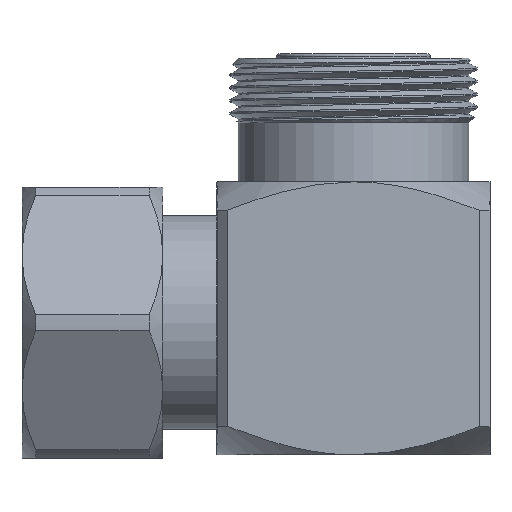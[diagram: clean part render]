
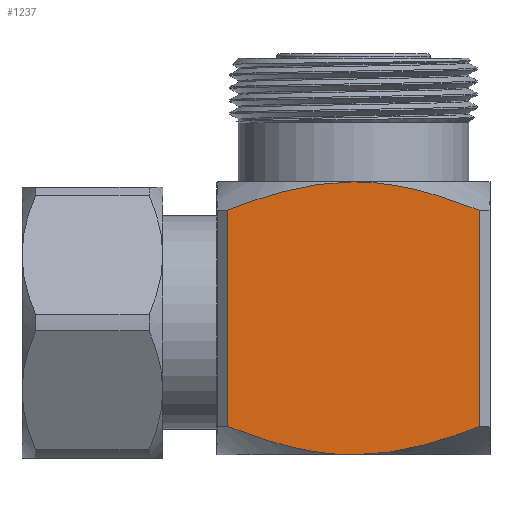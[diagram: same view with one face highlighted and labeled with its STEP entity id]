
A CAD part, front view. The second image highlights one B-rep face of the part: STEP entity #1237.
In plain terms, the highlighted planar face has unit normal (0, -1, 0).
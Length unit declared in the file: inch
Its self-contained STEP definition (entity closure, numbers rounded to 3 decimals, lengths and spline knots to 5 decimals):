
#62 = CARTESIAN_POINT ( 'NONE',  ( -0.58, -0.63, -1.67965 ) ) ;
#165 = CARTESIAN_POINT ( 'NONE',  ( -0.53355, -0.63, -1.71781 ) ) ;
#287 = VECTOR ( 'NONE', #4380, 39.37008 ) ;
#601 = CARTESIAN_POINT ( 'NONE',  ( -0.48656, -0.63, -0.66562 ) ) ;
#626 = EDGE_CURVE ( 'NONE', #1243, #3353, #632, .T. ) ;
#632 = B_SPLINE_CURVE_WITH_KNOTS ( 'NONE', 3,
 ( #789, #6205, #5111, #2406, #2960, #6723, #4054, #4601, #3532, #897 ),
 .UNSPECIFIED., .F., .F.,
 ( 4, 2, 2, 2, 4 ),
 ( 0.04291, 0.04671, 0.0505, 0.05429, 0.05809 ),
 .UNSPECIFIED. ) ;
#702 = CARTESIAN_POINT ( 'NONE',  ( -0.19894, -0.63, -1.81362 ) ) ;
#752 = EDGE_CURVE ( 'NONE', #3387, #1490, #2222, .T. ) ;
#789 = CARTESIAN_POINT ( 'NONE',  ( 0.58, -0.63, -1.69964 ) ) ;
#861 = ORIENTED_EDGE ( 'NONE', *, *, #5132, .F. ) ;
#897 = CARTESIAN_POINT ( 'NONE',  ( 0., -0.63, -1.83031 ) ) ;
#992 = EDGE_CURVE ( 'NONE', #3387, #4617, #2529, .T. ) ;
#1118 = CARTESIAN_POINT ( 'NONE',  ( -0.24765, -0.63, -0.5966 ) ) ;
#1237 = ADVANCED_FACE ( 'NONE', ( #4060 ), #5783, .F. ) ;
#1243 = VERTEX_POINT ( 'NONE', #1415 ) ;
#1415 = CARTESIAN_POINT ( 'NONE',  ( 0.58, -0.63, -1.69964 ) ) ;
#1490 = VERTEX_POINT ( 'NONE', #4351 ) ;
#1780 = CARTESIAN_POINT ( 'NONE',  ( -0.24767, -0.63, -1.80403 ) ) ;
#1834 = LINE ( 'NONE', #2788, #5152 ) ;
#2064 = CARTESIAN_POINT ( 'NONE',  ( 0., -0.63, -1.83031 ) ) ;
#2222 = B_SPLINE_CURVE_WITH_KNOTS ( 'NONE', 3,
 ( #4901, #3818, #601, #4370, #6010, #1118, #6519, #3842, #4280, #3857, #3926, #6631 ),
 .UNSPECIFIED., .F., .F.,
 ( 4, 2, 2, 2, 2, 4 ),
 ( 0.0191, 0.0229, 0.02669, 0.03049, 0.03238, 0.03428 ),
 .UNSPECIFIED. ) ;
#2322 = CARTESIAN_POINT ( 'NONE',  ( -0.34411, -0.63, -1.78036 ) ) ;
#2406 = CARTESIAN_POINT ( 'NONE',  ( 0.391, -0.63, -1.76655 ) ) ;
#2478 = CARTESIAN_POINT ( 'NONE',  ( 0.24661, -0.63, -0.59637 ) ) ;
#2529 = LINE ( 'NONE', #62, #287 ) ;
#2788 = CARTESIAN_POINT ( 'NONE',  ( 0.58, -0.63, -0.57031 ) ) ;
#2806 = CARTESIAN_POINT ( 'NONE',  ( -0.0498, -0.63, -1.82946 ) ) ;
#2833 = CARTESIAN_POINT ( 'NONE',  ( -0.09994, -0.63, -1.82605 ) ) ;
#2960 = CARTESIAN_POINT ( 'NONE',  ( 0.34308, -0.63, -1.78065 ) ) ;
#3068 = CARTESIAN_POINT ( 'NONE',  ( 0.48638, -0.63, -0.66554 ) ) ;
#3113 = CARTESIAN_POINT ( 'NONE',  ( 0.39107, -0.63, -0.6341 ) ) ;
#3321 = CARTESIAN_POINT ( 'NONE',  ( -0.58, -0.63, -1.69964 ) ) ;
#3347 = DIRECTION ( 'NONE',  ( 0., 0., 1. ) ) ;
#3353 = VERTEX_POINT ( 'NONE', #2064 ) ;
#3387 = VERTEX_POINT ( 'NONE', #3705 ) ;
#3388 = CARTESIAN_POINT ( 'NONE',  ( -0.48654, -0.63, -1.73502 ) ) ;
#3532 = CARTESIAN_POINT ( 'NONE',  ( 0.05012, -0.63, -1.83031 ) ) ;
#3567 = CARTESIAN_POINT ( 'NONE',  ( 0.53347, -0.63, -0.68279 ) ) ;
#3592 = EDGE_LOOP ( 'NONE', ( #5155, #3831, #861, #5503, #4776, #6473 ) ) ;
#3599 = CARTESIAN_POINT ( 'NONE',  ( 0., -0.63, -0.57031 ) ) ;
#3601 = CARTESIAN_POINT ( 'NONE',  ( 0.63, -0.63, -0.57031 ) ) ;
#3665 = EDGE_CURVE ( 'NONE', #1243, #4919, #1834, .T. ) ;
#3705 = CARTESIAN_POINT ( 'NONE',  ( -0.58, -0.63, -0.70099 ) ) ;
#3724 = AXIS2_PLACEMENT_3D ( 'NONE', #3601, #6934, #6394 ) ;
#3818 = CARTESIAN_POINT ( 'NONE',  ( -0.53356, -0.63, -0.68282 ) ) ;
#3831 = ORIENTED_EDGE ( 'NONE', *, *, #3665, .T. ) ;
#3842 = CARTESIAN_POINT ( 'NONE',  ( -0.12486, -0.63, -0.57713 ) ) ;
#3857 = CARTESIAN_POINT ( 'NONE',  ( -0.04991, -0.63, -0.57117 ) ) ;
#3926 = CARTESIAN_POINT ( 'NONE',  ( -0.02486, -0.63, -0.57031 ) ) ;
#3932 = CARTESIAN_POINT ( 'NONE',  ( 0., -0.63, -1.83031 ) ) ;
#4054 = CARTESIAN_POINT ( 'NONE',  ( 0.1979, -0.63, -1.81379 ) ) ;
#4060 = FACE_OUTER_BOUND ( 'NONE', #3592, .T. ) ;
#4164 = CARTESIAN_POINT ( 'NONE',  ( 0.19797, -0.63, -0.58685 ) ) ;
#4280 = CARTESIAN_POINT ( 'NONE',  ( -0.1, -0.63, -0.57459 ) ) ;
#4296 = CARTESIAN_POINT ( 'NONE',  ( -0.58, -0.63, -1.69964 ) ) ;
#4351 = CARTESIAN_POINT ( 'NONE',  ( 0., -0.63, -0.57031 ) ) ;
#4370 = CARTESIAN_POINT ( 'NONE',  ( -0.39181, -0.63, -0.63433 ) ) ;
#4380 = DIRECTION ( 'NONE',  ( 0., 0., -1. ) ) ;
#4601 = CARTESIAN_POINT ( 'NONE',  ( 0.0997, -0.63, -1.82682 ) ) ;
#4617 = VERTEX_POINT ( 'NONE', #4296 ) ;
#4776 = ORIENTED_EDGE ( 'NONE', *, *, #992, .T. ) ;
#4901 = CARTESIAN_POINT ( 'NONE',  ( -0.58, -0.63, -0.70099 ) ) ;
#4919 = VERTEX_POINT ( 'NONE', #5158 ) ;
#5022 = CARTESIAN_POINT ( 'NONE',  ( -0.12482, -0.63, -1.8235 ) ) ;
#5111 = CARTESIAN_POINT ( 'NONE',  ( 0.48632, -0.63, -1.7351 ) ) ;
#5132 = EDGE_CURVE ( 'NONE', #1490, #4919, #5194, .T. ) ;
#5152 = VECTOR ( 'NONE', #3347, 39.37008 ) ;
#5155 = ORIENTED_EDGE ( 'NONE', *, *, #626, .F. ) ;
#5158 = CARTESIAN_POINT ( 'NONE',  ( 0.58, -0.63, -0.70099 ) ) ;
#5194 = B_SPLINE_CURVE_WITH_KNOTS ( 'NONE', 3,
 ( #3599, #5734, #6318, #4164, #2478, #5230, #3113, #3068, #3567, #6841 ),
 .UNSPECIFIED., .F., .F.,
 ( 4, 2, 2, 2, 4 ),
 ( 0.03428, 0.03811, 0.04193, 0.04576, 0.04959 ),
 .UNSPECIFIED. ) ;
#5230 = CARTESIAN_POINT ( 'NONE',  ( 0.34316, -0.63, -0.62 ) ) ;
#5244 = B_SPLINE_CURVE_WITH_KNOTS ( 'NONE', 3,
 ( #3932, #6541, #2806, #2833, #5022, #702, #1780, #2322, #6610, #3388, #165, #3321 ),
 .UNSPECIFIED., .F., .F.,
 ( 4, 2, 2, 2, 2, 4 ),
 ( 0.05809, 0.05997, 0.06185, 0.0656, 0.06936, 0.07312 ),
 .UNSPECIFIED. ) ;
#5503 = ORIENTED_EDGE ( 'NONE', *, *, #752, .F. ) ;
#5734 = CARTESIAN_POINT ( 'NONE',  ( 0.05015, -0.63, -0.57031 ) ) ;
#5783 = PLANE ( 'NONE',  #3724 ) ;
#6010 = CARTESIAN_POINT ( 'NONE',  ( -0.34409, -0.63, -0.62026 ) ) ;
#6205 = CARTESIAN_POINT ( 'NONE',  ( 0.53345, -0.63, -1.71785 ) ) ;
#6318 = CARTESIAN_POINT ( 'NONE',  ( 0.09974, -0.63, -0.57381 ) ) ;
#6394 = DIRECTION ( 'NONE',  ( 0., 0., 1. ) ) ;
#6473 = ORIENTED_EDGE ( 'NONE', *, *, #6622, .F. ) ;
#6519 = CARTESIAN_POINT ( 'NONE',  ( -0.19893, -0.63, -0.58701 ) ) ;
#6541 = CARTESIAN_POINT ( 'NONE',  ( -0.02482, -0.63, -1.83031 ) ) ;
#6610 = CARTESIAN_POINT ( 'NONE',  ( -0.39183, -0.63, -1.76629 ) ) ;
#6622 = EDGE_CURVE ( 'NONE', #3353, #4617, #5244, .T. ) ;
#6631 = CARTESIAN_POINT ( 'NONE',  ( 0., -0.63, -0.57031 ) ) ;
#6723 = CARTESIAN_POINT ( 'NONE',  ( 0.24654, -0.63, -1.80427 ) ) ;
#6841 = CARTESIAN_POINT ( 'NONE',  ( 0.58, -0.63, -0.70099 ) ) ;
#6934 = DIRECTION ( 'NONE',  ( 0., 1., 0. ) ) ;
